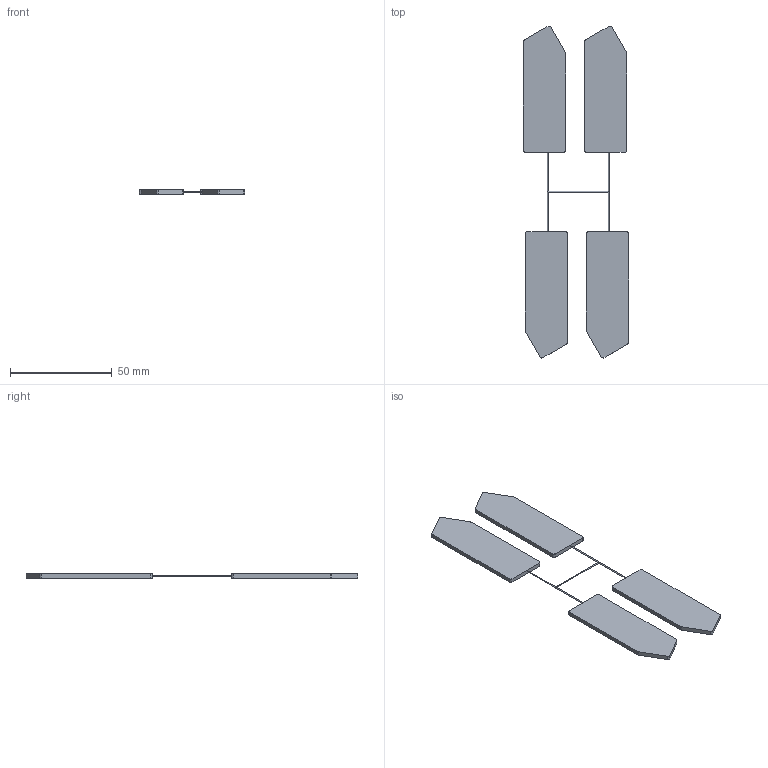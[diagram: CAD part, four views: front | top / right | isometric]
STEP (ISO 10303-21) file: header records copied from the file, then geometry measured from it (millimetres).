
FILE_DESCRIPTION(/* description */ (''),/* implementation_level */ '2;1');
FILE_NAME(/* name */ 'beauty_right_v4.step',/* time_stamp */ '2023-10-17T18:26:45+10:00',/* author */ (''),/* organization */ (''),/* preprocessor_version */ 'ST-DEVELOPER v20',/* originating_system */ 'Autodesk Translation Framework v12.9.0.99',/* authorisation */ '');
FILE_SCHEMA (('AUTOMOTIVE_DESIGN { 1 0 10303 214 3 1 1 }'));
Length unit declared in the file: millimetre
Products named in the file (1): (Unsaved)
Bounding box: 51.6 x 163 x 2 mm (x, y, z)
Volume: 9541.5 mm3; surface area: 11020.1 mm2
Topology: 7 solids, 7 shells, 129 faces, 385 edges, 278 vertices
Faces by surface type: cylinder 71, plane 42, bspline 16
Full cylindrical faces by diameter (mm): 0.5 x3, 1.623 x8, 2.074 x8
Entity records: 16795 total; most frequent: CARTESIAN_POINT 13577, ORIENTED_EDGE 770, DIRECTION 499, EDGE_CURVE 385, VERTEX_POINT 278, B_SPLINE_CURVE_WITH_KNOTS 192, AXIS2_PLACEMENT_3D 192, EDGE_LOOP 137
